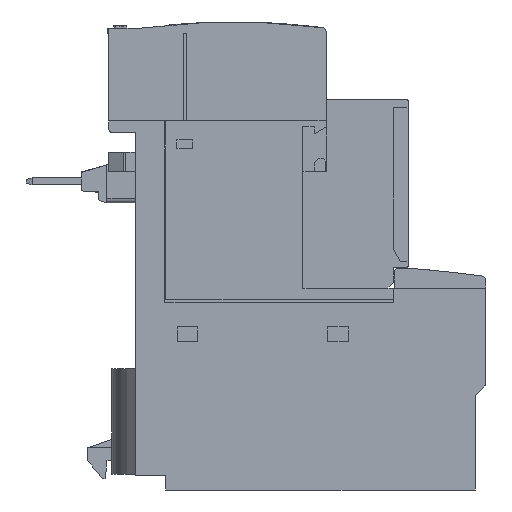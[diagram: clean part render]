
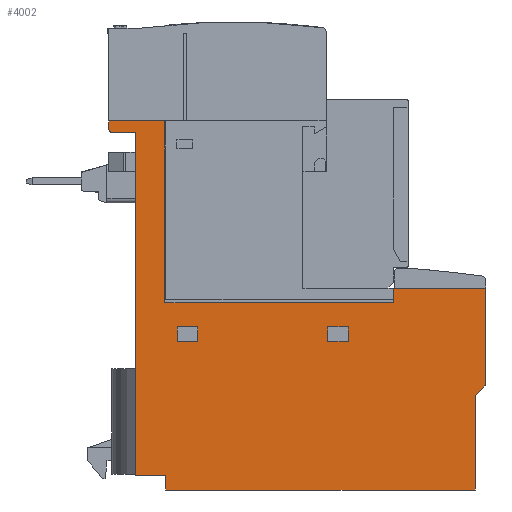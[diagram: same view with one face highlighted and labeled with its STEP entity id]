
A CAD part, left-side view. The second image highlights one B-rep face of the part: STEP entity #4002.
In plain terms, the highlighted planar face has unit normal (-1, 0, 0).
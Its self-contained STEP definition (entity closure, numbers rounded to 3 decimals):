
#4002=ADVANCED_FACE('',(#8156,#8157,#8158),#8159,.T.);
#8156=FACE_OUTER_BOUND('',#12377,.T.);
#8157=FACE_BOUND('',#12378,.T.);
#8158=FACE_BOUND('',#12379,.T.);
#8159=PLANE('',#12380);
#12377=EDGE_LOOP('',(#24909,#24910,#24911,#24912,#24913,#24914,#24915,#24916,#24917,#24918,#24919,#24920,#24921,#24922,#24923,#24924,#24925));
#12378=EDGE_LOOP('',(#24926,#24927,#24928,#24929));
#12379=EDGE_LOOP('',(#24930,#24931,#24932,#24933));
#12380=AXIS2_PLACEMENT_3D('',#24934,#24935,#24936);
#24909=ORIENTED_EDGE('',*,*,#30485,.T.);
#24910=ORIENTED_EDGE('',*,*,#30463,.T.);
#24911=ORIENTED_EDGE('',*,*,#30302,.T.);
#24912=ORIENTED_EDGE('',*,*,#30299,.T.);
#24913=ORIENTED_EDGE('',*,*,#30290,.T.);
#24914=ORIENTED_EDGE('',*,*,#30285,.T.);
#24915=ORIENTED_EDGE('',*,*,#30281,.T.);
#24916=ORIENTED_EDGE('',*,*,#30277,.T.);
#24917=ORIENTED_EDGE('',*,*,#30273,.T.);
#24918=ORIENTED_EDGE('',*,*,#30269,.T.);
#24919=ORIENTED_EDGE('',*,*,#30265,.T.);
#24920=ORIENTED_EDGE('',*,*,#30261,.T.);
#24921=ORIENTED_EDGE('',*,*,#30256,.T.);
#24922=ORIENTED_EDGE('',*,*,#30486,.T.);
#24923=ORIENTED_EDGE('',*,*,#30487,.T.);
#24924=ORIENTED_EDGE('',*,*,#30488,.T.);
#24925=ORIENTED_EDGE('',*,*,#30489,.T.);
#24926=ORIENTED_EDGE('',*,*,#30254,.T.);
#24927=ORIENTED_EDGE('',*,*,#30251,.T.);
#24928=ORIENTED_EDGE('',*,*,#30248,.T.);
#24929=ORIENTED_EDGE('',*,*,#30245,.T.);
#24930=ORIENTED_EDGE('',*,*,#30242,.T.);
#24931=ORIENTED_EDGE('',*,*,#30239,.T.);
#24932=ORIENTED_EDGE('',*,*,#30236,.T.);
#24933=ORIENTED_EDGE('',*,*,#30233,.T.);
#24934=CARTESIAN_POINT('',(0.05,37.517,26.514));
#24935=DIRECTION('',(-1.0,0.0,0.0));
#24936=DIRECTION('',(0.0,1.0,0.0));
#30233=EDGE_CURVE('',#37651,#37649,#37652,.T.);
#30236=EDGE_CURVE('',#37655,#37651,#37656,.T.);
#30239=EDGE_CURVE('',#37659,#37655,#37660,.T.);
#30242=EDGE_CURVE('',#37649,#37659,#37663,.T.);
#30245=EDGE_CURVE('',#37667,#37665,#37668,.T.);
#30248=EDGE_CURVE('',#37671,#37667,#37672,.T.);
#30251=EDGE_CURVE('',#37675,#37671,#37676,.T.);
#30254=EDGE_CURVE('',#37665,#37675,#37679,.T.);
#30256=EDGE_CURVE('',#37681,#37682,#37683,.T.);
#30261=EDGE_CURVE('',#37689,#37681,#37690,.T.);
#30265=EDGE_CURVE('',#37695,#37689,#37696,.T.);
#30269=EDGE_CURVE('',#37701,#37695,#37702,.T.);
#30273=EDGE_CURVE('',#37707,#37701,#37708,.T.);
#30277=EDGE_CURVE('',#37713,#37707,#37714,.T.);
#30281=EDGE_CURVE('',#37719,#37713,#37720,.T.);
#30285=EDGE_CURVE('',#37725,#37719,#37726,.T.);
#30290=EDGE_CURVE('',#37732,#37725,#37733,.T.);
#30299=EDGE_CURVE('',#37740,#37732,#37744,.T.);
#30302=EDGE_CURVE('',#37748,#37740,#37749,.T.);
#30463=EDGE_CURVE('',#37966,#37748,#37970,.T.);
#30485=EDGE_CURVE('',#37998,#37966,#37999,.T.);
#30486=EDGE_CURVE('',#37682,#38000,#38001,.T.);
#30487=EDGE_CURVE('',#38000,#38002,#38003,.T.);
#30488=EDGE_CURVE('',#38002,#38004,#38005,.T.);
#30489=EDGE_CURVE('',#38004,#37998,#38006,.T.);
#37649=VERTEX_POINT('',#48825);
#37651=VERTEX_POINT('',#48828);
#37652=LINE('',#48829,#48830);
#37655=VERTEX_POINT('',#48834);
#37656=LINE('',#48835,#48836);
#37659=VERTEX_POINT('',#48840);
#37660=LINE('',#48841,#48842);
#37663=LINE('',#48846,#48847);
#37665=VERTEX_POINT('',#48849);
#37667=VERTEX_POINT('',#48852);
#37668=LINE('',#48853,#48854);
#37671=VERTEX_POINT('',#48858);
#37672=LINE('',#48859,#48860);
#37675=VERTEX_POINT('',#48864);
#37676=LINE('',#48865,#48866);
#37679=LINE('',#48870,#48871);
#37681=VERTEX_POINT('',#48873);
#37682=VERTEX_POINT('',#48874);
#37683=LINE('',#48875,#48876);
#37689=VERTEX_POINT('',#48885);
#37690=LINE('',#48886,#48887);
#37695=VERTEX_POINT('',#48893);
#37696=CIRCLE('',#48894,0.6);
#37701=VERTEX_POINT('',#48901);
#37702=LINE('',#48902,#48903);
#37707=VERTEX_POINT('',#48910);
#37708=LINE('',#48911,#48912);
#37713=VERTEX_POINT('',#48919);
#37714=LINE('',#48920,#48921);
#37719=VERTEX_POINT('',#48928);
#37720=LINE('',#48929,#48930);
#37725=VERTEX_POINT('',#48937);
#37726=LINE('',#48938,#48939);
#37732=VERTEX_POINT('',#48948);
#37733=LINE('',#48949,#48950);
#37740=VERTEX_POINT('',#48962);
#37744=LINE('',#48968,#48969);
#37748=VERTEX_POINT('',#48973);
#37749=CIRCLE('',#48974,0.6);
#37966=VERTEX_POINT('',#49418);
#37970=LINE('',#49424,#49425);
#37998=VERTEX_POINT('',#49461);
#37999=LINE('',#49462,#49463);
#38000=VERTEX_POINT('',#49464);
#38001=LINE('',#49465,#49466);
#38002=VERTEX_POINT('',#49467);
#38003=LINE('',#49468,#49469);
#38004=VERTEX_POINT('',#49470);
#38005=LINE('',#49471,#49472);
#38006=LINE('',#49473,#49474);
#48825=CARTESIAN_POINT('',(0.05,27.05,27.95));
#48828=CARTESIAN_POINT('',(0.05,27.05,25.45));
#48829=CARTESIAN_POINT('',(0.05,27.05,26.607));
#48830=VECTOR('',#54391,1.0);
#48834=CARTESIAN_POINT('',(0.05,23.55,25.45));
#48835=CARTESIAN_POINT('',(0.05,31.409,25.45));
#48836=VECTOR('',#54393,1.0);
#48840=CARTESIAN_POINT('',(0.05,23.55,27.95));
#48841=CARTESIAN_POINT('',(0.05,23.55,26.607));
#48842=VECTOR('',#54395,1.0);
#48846=CARTESIAN_POINT('',(0.05,31.409,27.95));
#48847=VECTOR('',#54397,1.0);
#48849=CARTESIAN_POINT('',(0.05,52.85,27.95));
#48852=CARTESIAN_POINT('',(0.05,52.85,25.45));
#48853=CARTESIAN_POINT('',(0.05,52.85,26.607));
#48854=VECTOR('',#54399,1.0);
#48858=CARTESIAN_POINT('',(0.05,49.35,25.45));
#48859=CARTESIAN_POINT('',(0.05,44.309,25.45));
#48860=VECTOR('',#54401,1.0);
#48864=CARTESIAN_POINT('',(0.05,49.35,27.95));
#48865=CARTESIAN_POINT('',(0.05,49.35,26.607));
#48866=VECTOR('',#54403,1.0);
#48870=CARTESIAN_POINT('',(0.05,44.309,27.95));
#48871=VECTOR('',#54405,1.0);
#48873=CARTESIAN_POINT('',(0.05,0.0,34.6));
#48874=CARTESIAN_POINT('',(0.05,15.7,34.6));
#48875=CARTESIAN_POINT('',(0.05,0.0,34.6));
#48876=VECTOR('',#54406,1.0);
#48885=CARTESIAN_POINT('',(0.05,0.0,18.249));
#48886=CARTESIAN_POINT('',(0.05,0.0,18.249));
#48887=VECTOR('',#54410,1.0);
#48893=CARTESIAN_POINT('',(0.05,0.176,17.824));
#48894=AXIS2_PLACEMENT_3D('',#54415,#54416,#54417);
#48901=CARTESIAN_POINT('',(0.05,1.8,16.2));
#48902=CARTESIAN_POINT('',(0.05,1.8,16.2));
#48903=VECTOR('',#54420,1.0);
#48910=CARTESIAN_POINT('',(0.05,1.8,0.0));
#48911=CARTESIAN_POINT('',(0.05,1.8,0.0));
#48912=VECTOR('',#54423,1.0);
#48919=CARTESIAN_POINT('',(0.05,54.8,0.0));
#48920=CARTESIAN_POINT('',(0.05,54.8,0.0));
#48921=VECTOR('',#54426,1.0);
#48928=CARTESIAN_POINT('',(0.05,54.8,2.5));
#48929=CARTESIAN_POINT('',(0.05,54.8,2.5));
#48930=VECTOR('',#54429,1.0);
#48937=CARTESIAN_POINT('',(0.05,60.0,2.5));
#48938=CARTESIAN_POINT('',(0.05,60.0,2.5));
#48939=VECTOR('',#54432,1.0);
#48948=CARTESIAN_POINT('',(0.05,60.0,61.3));
#48949=CARTESIAN_POINT('',(0.05,60.0,61.3));
#48950=VECTOR('',#54436,1.0);
#48962=CARTESIAN_POINT('',(0.05,64.,61.3));
#48968=CARTESIAN_POINT('',(0.05,64.0,61.3));
#48969=VECTOR('',#54444,1.0);
#48973=CARTESIAN_POINT('',(0.05,64.6,61.9));
#48974=AXIS2_PLACEMENT_3D('',#54448,#54449,#54450);
#49418=CARTESIAN_POINT('',(0.05,64.6,63.255));
#49424=CARTESIAN_POINT('',(0.05,64.6,63.3));
#49425=VECTOR('',#54571,1.0);
#49461=CARTESIAN_POINT('',(0.05,54.95,63.255));
#49462=CARTESIAN_POINT('',(0.05,41.771,63.255));
#49463=VECTOR('',#54595,1.0);
#49464=CARTESIAN_POINT('',(0.05,15.75,34.6));
#49465=CARTESIAN_POINT('',(0.05,0.0,34.6));
#49466=VECTOR('',#54596,1.0);
#49467=CARTESIAN_POINT('',(0.05,15.75,32.1));
#49468=CARTESIAN_POINT('',(0.05,15.75,34.6));
#49469=VECTOR('',#54597,1.0);
#49470=CARTESIAN_POINT('',(0.05,54.95,32.1));
#49471=CARTESIAN_POINT('',(0.05,15.75,32.1));
#49472=VECTOR('',#54598,1.0);
#49473=CARTESIAN_POINT('',(0.05,54.95,32.1));
#49474=VECTOR('',#54599,1.0);
#54391=DIRECTION('',(0.0,0.0,1.0));
#54393=DIRECTION('',(0.0,1.0,0.0));
#54395=DIRECTION('',(0.0,0.0,-1.0));
#54397=DIRECTION('',(0.0,-1.0,0.0));
#54399=DIRECTION('',(0.0,0.0,1.0));
#54401=DIRECTION('',(0.0,1.0,0.0));
#54403=DIRECTION('',(0.0,0.0,-1.0));
#54405=DIRECTION('',(0.0,-1.0,0.0));
#54406=DIRECTION('',(0.0,1.0,0.0));
#54410=DIRECTION('',(0.0,0.0,1.0));
#54415=CARTESIAN_POINT('',(0.05,0.6,18.249));
#54416=DIRECTION('',(-1.0,-0.0,0.0));
#54417=DIRECTION('',(0.0,-0.707,-0.707));
#54420=DIRECTION('',(0.0,-0.707,0.707));
#54423=DIRECTION('',(0.0,0.0,1.0));
#54426=DIRECTION('',(0.0,-1.0,0.0));
#54429=DIRECTION('',(0.0,0.0,-1.0));
#54432=DIRECTION('',(0.0,-1.0,0.0));
#54436=DIRECTION('',(0.0,0.0,-1.0));
#54444=DIRECTION('',(0.0,-1.0,0.0));
#54448=CARTESIAN_POINT('',(0.05,64.,61.9));
#54449=DIRECTION('',(-1.0,0.0,0.0));
#54450=DIRECTION('',(0.0,1.0,0.));
#54571=DIRECTION('',(0.0,0.0,-1.0));
#54595=DIRECTION('',(0.0,1.0,0.0));
#54596=DIRECTION('',(0.0,1.0,0.0));
#54597=DIRECTION('',(0.0,0.0,-1.0));
#54598=DIRECTION('',(0.0,1.0,0.0));
#54599=DIRECTION('',(0.0,0.0,1.0));
